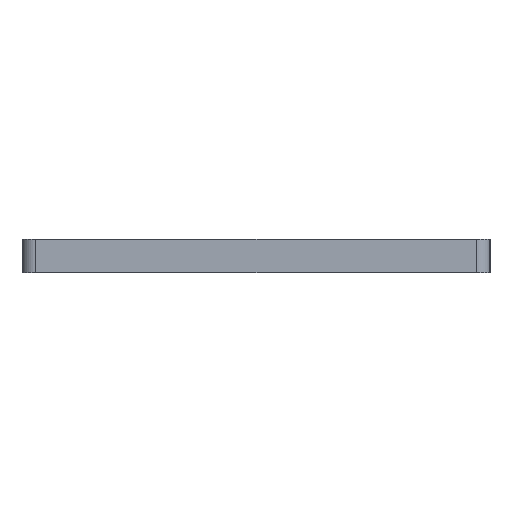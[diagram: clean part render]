
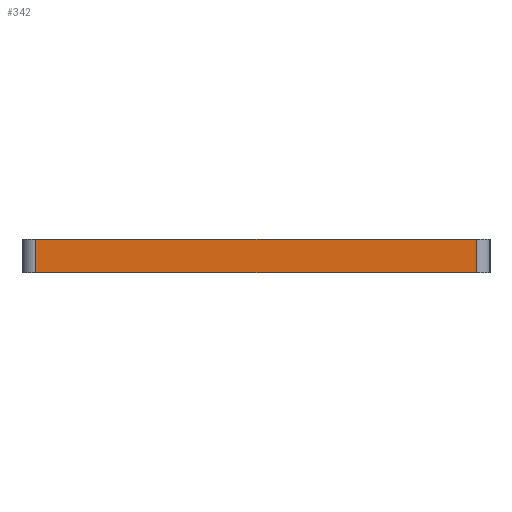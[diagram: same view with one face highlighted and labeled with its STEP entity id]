
A CAD part, left-side view. The second image highlights one B-rep face of the part: STEP entity #342.
In plain terms, the highlighted planar face has unit normal (-1, 0, 0).
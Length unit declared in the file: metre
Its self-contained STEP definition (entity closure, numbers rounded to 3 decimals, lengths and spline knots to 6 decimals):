
#40=ORIENTED_EDGE('',*,*,#135,.T.);
#41=ORIENTED_EDGE('',*,*,#136,.T.);
#42=ORIENTED_EDGE('',*,*,#132,.F.);
#43=ORIENTED_EDGE('',*,*,#137,.F.);
#132=EDGE_CURVE('',#180,#181,#212,.T.);
#135=EDGE_CURVE('',#182,#183,#213,.T.);
#136=EDGE_CURVE('',#183,#181,#214,.T.);
#137=EDGE_CURVE('',#182,#180,#215,.T.);
#180=VERTEX_POINT('',#523);
#181=VERTEX_POINT('',#524);
#182=VERTEX_POINT('',#529);
#183=VERTEX_POINT('',#530);
#212=LINE('',#522,#252);
#213=LINE('',#528,#253);
#214=LINE('',#531,#254);
#215=LINE('',#532,#255);
#252=VECTOR('',#418,1.);
#253=VECTOR('',#425,1.);
#254=VECTOR('',#426,1.);
#255=VECTOR('',#427,1.);
#284=EDGE_LOOP('',(#40,#41,#42,#43));
#306=FACE_BOUND('',#284,.T.);
#326=PLANE('',#376);
#342=ADVANCED_FACE('',(#306),#326,.F.);
#376=AXIS2_PLACEMENT_3D('',#527,#423,#424);
#418=DIRECTION('',(0.,0.,1.));
#423=DIRECTION('',(1.,0.,0.));
#424=DIRECTION('',(0.,0.,-1.));
#425=DIRECTION('',(0.,0.,1.));
#426=DIRECTION('',(0.,1.,0.));
#427=DIRECTION('',(0.,1.,0.));
#522=CARTESIAN_POINT('',(-0.132302,0.032576,-0.002));
#523=CARTESIAN_POINT('',(-0.132302,0.032576,-0.002));
#524=CARTESIAN_POINT('',(-0.132302,0.032576,0.003));
#527=CARTESIAN_POINT('',(-0.132302,0.,-0.002));
#528=CARTESIAN_POINT('',(-0.132302,-0.032576,-0.002));
#529=CARTESIAN_POINT('',(-0.132302,-0.032576,-0.002));
#530=CARTESIAN_POINT('',(-0.132302,-0.032576,0.003));
#531=CARTESIAN_POINT('',(-0.132302,0.,0.003));
#532=CARTESIAN_POINT('',(-0.132302,0.,-0.002));
